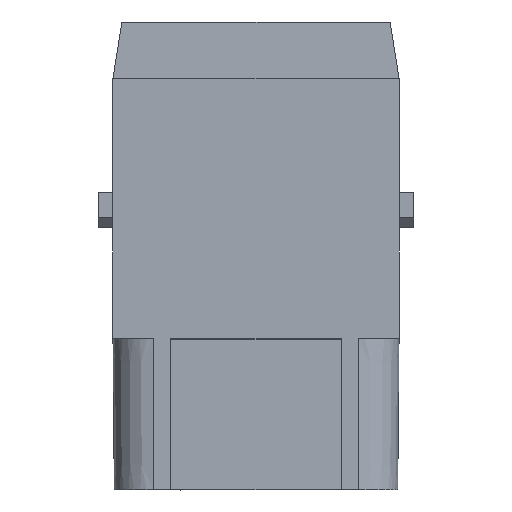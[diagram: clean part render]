
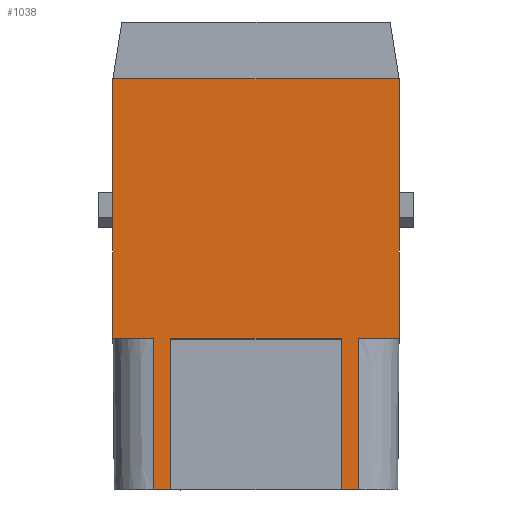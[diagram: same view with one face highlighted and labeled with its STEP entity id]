
A CAD part, left-side view. The second image highlights one B-rep face of the part: STEP entity #1038.
In plain terms, the highlighted planar face has unit normal (-1, 0, 0).
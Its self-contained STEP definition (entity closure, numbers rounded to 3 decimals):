
#956=AXIS2_PLACEMENT_3D('Plane Axis2P3D',#953,#954,#955) ;
#514=CARTESIAN_POINT('Vertex',(0.,5.9,0.)) ;
#517=CARTESIAN_POINT('Line Origine',(0.,6.8,0.)) ;
#521=CARTESIAN_POINT('Vertex',(0.,7.7,0.)) ;
#542=CARTESIAN_POINT('Vertex',(0.,25.7,0.)) ;
#545=CARTESIAN_POINT('Line Origine',(0.,26.6,0.)) ;
#549=CARTESIAN_POINT('Vertex',(0.,27.5,0.)) ;
#764=CARTESIAN_POINT('Vertex',(0.,1.55,16.5)) ;
#767=CARTESIAN_POINT('Line Origine',(0.,1.552,16.25)) ;
#771=CARTESIAN_POINT('Vertex',(0.,1.554,16.)) ;
#938=CARTESIAN_POINT('Vertex',(0.,5.9,16.)) ;
#941=CARTESIAN_POINT('Line Origine',(0.,5.9,8.)) ;
#953=CARTESIAN_POINT('Axis2P3D Location',(0.,31.85,43.1)) ;
#958=CARTESIAN_POINT('Line Origine',(0.,31.848,16.25)) ;
#962=CARTESIAN_POINT('Vertex',(0.,31.846,16.)) ;
#964=CARTESIAN_POINT('Vertex',(0.,31.85,16.5)) ;
#967=CARTESIAN_POINT('Line Origine',(0.,29.673,16.)) ;
#971=CARTESIAN_POINT('Vertex',(0.,27.5,16.)) ;
#974=CARTESIAN_POINT('Line Origine',(0.,27.5,8.)) ;
#979=CARTESIAN_POINT('Line Origine',(0.,25.7,8.)) ;
#983=CARTESIAN_POINT('Vertex',(0.,25.7,16.)) ;
#986=CARTESIAN_POINT('Line Origine',(0.,16.7,16.)) ;
#990=CARTESIAN_POINT('Vertex',(0.,7.7,16.)) ;
#993=CARTESIAN_POINT('Line Origine',(0.,7.7,8.)) ;
#998=CARTESIAN_POINT('Line Origine',(0.,3.727,16.)) ;
#1003=CARTESIAN_POINT('Line Origine',(0.,1.55,30.025)) ;
#1007=CARTESIAN_POINT('Vertex',(0.,1.55,43.55)) ;
#1010=CARTESIAN_POINT('Line Origine',(0.,16.7,43.55)) ;
#1014=CARTESIAN_POINT('Vertex',(0.,31.85,43.55)) ;
#1017=CARTESIAN_POINT('Line Origine',(0.,31.85,30.025)) ;
#518=DIRECTION('Vector Direction',(0.,-1.,0.)) ;
#546=DIRECTION('Vector Direction',(0.,-1.,0.)) ;
#768=DIRECTION('Vector Direction',(0.,0.009,-1.)) ;
#942=DIRECTION('Vector Direction',(0.,0.,1.)) ;
#954=DIRECTION('Axis2P3D Direction',(-1.,0.,0.)) ;
#955=DIRECTION('Axis2P3D XDirection',(0.,1.,0.)) ;
#959=DIRECTION('Vector Direction',(0.,0.009,1.)) ;
#968=DIRECTION('Vector Direction',(0.,1.,0.)) ;
#975=DIRECTION('Vector Direction',(0.,0.,-1.)) ;
#980=DIRECTION('Vector Direction',(0.,0.,1.)) ;
#987=DIRECTION('Vector Direction',(0.,-1.,0.)) ;
#994=DIRECTION('Vector Direction',(0.,0.,1.)) ;
#999=DIRECTION('Vector Direction',(0.,1.,0.)) ;
#1004=DIRECTION('Vector Direction',(0.,0.,1.)) ;
#1011=DIRECTION('Vector Direction',(0.,-1.,0.)) ;
#1018=DIRECTION('Vector Direction',(0.,0.,-1.)) ;
#519=VECTOR('Line Direction',#518,1.) ;
#547=VECTOR('Line Direction',#546,1.) ;
#769=VECTOR('Line Direction',#768,1.) ;
#943=VECTOR('Line Direction',#942,1.) ;
#960=VECTOR('Line Direction',#959,1.) ;
#969=VECTOR('Line Direction',#968,1.) ;
#976=VECTOR('Line Direction',#975,1.) ;
#981=VECTOR('Line Direction',#980,1.) ;
#988=VECTOR('Line Direction',#987,1.) ;
#995=VECTOR('Line Direction',#994,1.) ;
#1000=VECTOR('Line Direction',#999,1.) ;
#1005=VECTOR('Line Direction',#1004,1.) ;
#1012=VECTOR('Line Direction',#1011,1.) ;
#1019=VECTOR('Line Direction',#1018,1.) ;
#1023=ORIENTED_EDGE('',*,*,#966,.F.) ;
#1024=ORIENTED_EDGE('',*,*,#973,.F.) ;
#1025=ORIENTED_EDGE('',*,*,#978,.T.) ;
#1026=ORIENTED_EDGE('',*,*,#551,.T.) ;
#1027=ORIENTED_EDGE('',*,*,#985,.T.) ;
#1028=ORIENTED_EDGE('',*,*,#992,.T.) ;
#1029=ORIENTED_EDGE('',*,*,#997,.F.) ;
#1030=ORIENTED_EDGE('',*,*,#523,.T.) ;
#1031=ORIENTED_EDGE('',*,*,#945,.T.) ;
#1032=ORIENTED_EDGE('',*,*,#1002,.F.) ;
#1033=ORIENTED_EDGE('',*,*,#773,.F.) ;
#1034=ORIENTED_EDGE('',*,*,#1009,.T.) ;
#1035=ORIENTED_EDGE('',*,*,#1016,.F.) ;
#1036=ORIENTED_EDGE('',*,*,#1021,.T.) ;
#1038=ADVANCED_FACE('2772780000.1\\Hauptkoerper',(#1037),#957,.T.) ;
#523=EDGE_CURVE('',#522,#515,#520,.T.) ;
#551=EDGE_CURVE('',#550,#543,#548,.T.) ;
#773=EDGE_CURVE('',#765,#772,#770,.T.) ;
#945=EDGE_CURVE('',#515,#939,#944,.T.) ;
#966=EDGE_CURVE('',#963,#965,#961,.T.) ;
#973=EDGE_CURVE('',#972,#963,#970,.T.) ;
#978=EDGE_CURVE('',#972,#550,#977,.T.) ;
#985=EDGE_CURVE('',#543,#984,#982,.T.) ;
#992=EDGE_CURVE('',#984,#991,#989,.T.) ;
#997=EDGE_CURVE('',#522,#991,#996,.T.) ;
#1002=EDGE_CURVE('',#772,#939,#1001,.T.) ;
#1009=EDGE_CURVE('',#765,#1008,#1006,.T.) ;
#1016=EDGE_CURVE('',#1015,#1008,#1013,.T.) ;
#1021=EDGE_CURVE('',#1015,#965,#1020,.T.) ;
#1022=EDGE_LOOP('',(#1023,#1024,#1025,#1026,#1027,#1028,#1029,#1030,#1031,#1032,#1033,#1034,#1035,#1036)) ;
#1037=FACE_OUTER_BOUND('',#1022,.T.) ;
#520=LINE('Line',#517,#519) ;
#548=LINE('Line',#545,#547) ;
#770=LINE('Line',#767,#769) ;
#944=LINE('Line',#941,#943) ;
#961=LINE('Line',#958,#960) ;
#970=LINE('Line',#967,#969) ;
#977=LINE('Line',#974,#976) ;
#982=LINE('Line',#979,#981) ;
#989=LINE('Line',#986,#988) ;
#996=LINE('Line',#993,#995) ;
#1001=LINE('Line',#998,#1000) ;
#1006=LINE('Line',#1003,#1005) ;
#1013=LINE('Line',#1010,#1012) ;
#1020=LINE('Line',#1017,#1019) ;
#957=PLANE('',#956) ;
#515=VERTEX_POINT('',#514) ;
#522=VERTEX_POINT('',#521) ;
#543=VERTEX_POINT('',#542) ;
#550=VERTEX_POINT('',#549) ;
#765=VERTEX_POINT('',#764) ;
#772=VERTEX_POINT('',#771) ;
#939=VERTEX_POINT('',#938) ;
#963=VERTEX_POINT('',#962) ;
#965=VERTEX_POINT('',#964) ;
#972=VERTEX_POINT('',#971) ;
#984=VERTEX_POINT('',#983) ;
#991=VERTEX_POINT('',#990) ;
#1008=VERTEX_POINT('',#1007) ;
#1015=VERTEX_POINT('',#1014) ;
